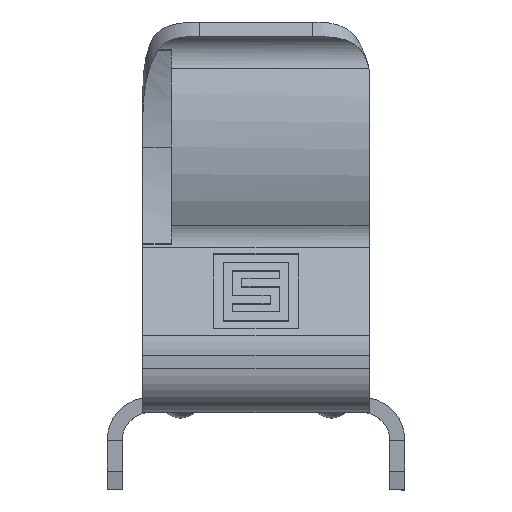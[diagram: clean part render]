
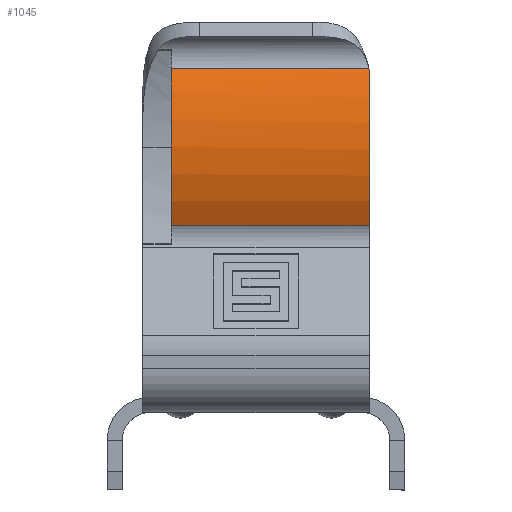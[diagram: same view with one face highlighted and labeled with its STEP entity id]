
A CAD part, top view. The second image highlights one B-rep face of the part: STEP entity #1045.
In plain terms, the highlighted cylindrical face has radius 8.765 mm (diameter 17.53 mm), a partial arc.
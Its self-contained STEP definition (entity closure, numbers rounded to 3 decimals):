
#226 = CARTESIAN_POINT ( 'NONE',  ( 6., 17.231, 4.253 ) ) ;
#372 = CARTESIAN_POINT ( 'NONE',  ( 5.992, 17.438, 4.145 ) ) ;
#380 = CARTESIAN_POINT ( 'NONE',  ( 6., 9.098, 4.145 ) ) ;
#404 = CARTESIAN_POINT ( 'NONE',  ( -4.5, 17.438, 4.145 ) ) ;
#405 = CARTESIAN_POINT ( 'NONE',  ( -4.5, 9.098, 4.145 ) ) ;
#878 = CIRCLE ( 'NONE', #6146, 8.765 ) ;
#974 = VECTOR ( 'NONE', #3764, 1000. ) ;
#976 = LINE ( 'NONE', #3761, #974 ) ;
#1007 = VECTOR ( 'NONE', #3787, 1000. ) ;
#1014 = LINE ( 'NONE', #3785, #1007 ) ;
#1039 = CIRCLE ( 'NONE', #6191, 8.765 ) ;
#1045 = ADVANCED_FACE ( 'NONE', ( #7573 ), #7578, .T. ) ;
#1617 = VERTEX_POINT ( 'NONE', #226 ) ;
#1853 = EDGE_LOOP ( 'NONE', ( #3150, #3144, #3138, #3137, #3124 ) ) ;
#1878 = VERTEX_POINT ( 'NONE', #372 ) ;
#1886 = VERTEX_POINT ( 'NONE', #380 ) ;
#1910 = VERTEX_POINT ( 'NONE', #404 ) ;
#1911 = VERTEX_POINT ( 'NONE', #405 ) ;
#3124 = ORIENTED_EDGE ( 'NONE', *, *, #3660, .F. ) ;
#3137 = ORIENTED_EDGE ( 'NONE', *, *, #3668, .F. ) ;
#3138 = ORIENTED_EDGE ( 'NONE', *, *, #3633, .F. ) ;
#3144 = ORIENTED_EDGE ( 'NONE', *, *, #4799, .T. ) ;
#3150 = ORIENTED_EDGE ( 'NONE', *, *, #3625, .T. ) ;
#3521 = B_SPLINE_CURVE_WITH_KNOTS ( 'NONE', 3,
 ( #3854, #3856, #3861, #3862 ),
 .UNSPECIFIED., .F., .F.,
 ( 4, 4 ),
 ( 0., 1. ),
 .UNSPECIFIED. ) ;
#3625 = EDGE_CURVE ( 'NONE', #1878, #1910, #976, .T. ) ;
#3633 = EDGE_CURVE ( 'NONE', #1886, #1911, #1014, .T. ) ;
#3660 = EDGE_CURVE ( 'NONE', #1878, #1617, #3521, .T. ) ;
#3668 = EDGE_CURVE ( 'NONE', #1617, #1886, #878, .T. ) ;
#3761 = CARTESIAN_POINT ( 'NONE',  ( 6., 17.438, 4.145 ) ) ;
#3764 = DIRECTION ( 'NONE',  ( -1., 0., 0. ) ) ;
#3785 = CARTESIAN_POINT ( 'NONE',  ( 6., 9.098, 4.145 ) ) ;
#3787 = DIRECTION ( 'NONE',  ( -1., 0., 0. ) ) ;
#3854 = CARTESIAN_POINT ( 'NONE',  ( 5.992, 17.438, 4.145 ) ) ;
#3856 = CARTESIAN_POINT ( 'NONE',  ( 5.994, 17.369, 4.182 ) ) ;
#3861 = CARTESIAN_POINT ( 'NONE',  ( 5.997, 17.3, 4.218 ) ) ;
#3862 = CARTESIAN_POINT ( 'NONE',  ( 6., 17.231, 4.253 ) ) ;
#3880 = CARTESIAN_POINT ( 'NONE',  ( 6., 13.268, -3.565 ) ) ;
#3881 = DIRECTION ( 'NONE',  ( 1., 0., 0. ) ) ;
#3882 = DIRECTION ( 'NONE',  ( 0., 0., -1. ) ) ;
#4127 = CARTESIAN_POINT ( 'NONE',  ( -4.5, 13.268, -3.565 ) ) ;
#4128 = DIRECTION ( 'NONE',  ( 1., 0., 0. ) ) ;
#4129 = DIRECTION ( 'NONE',  ( 0., 0., -1. ) ) ;
#4799 = EDGE_CURVE ( 'NONE', #1910, #1911, #1039, .T. ) ;
#5116 = DIRECTION ( 'NONE',  ( 0., 0., -1. ) ) ;
#5117 = CARTESIAN_POINT ( 'NONE',  ( -14.985, 13.268, -3.565 ) ) ;
#5118 = DIRECTION ( 'NONE',  ( 1., 0., 0. ) ) ;
#6058 = AXIS2_PLACEMENT_3D ( 'NONE', #5117, #5118, #5116 ) ;
#6146 = AXIS2_PLACEMENT_3D ( 'NONE', #3880, #3881, #3882 ) ;
#6191 = AXIS2_PLACEMENT_3D ( 'NONE', #4127, #4128, #4129 ) ;
#7573 = FACE_OUTER_BOUND ( 'NONE', #1853, .T. ) ;
#7578 = CYLINDRICAL_SURFACE ( 'NONE', #6058, 8.765 ) ;
